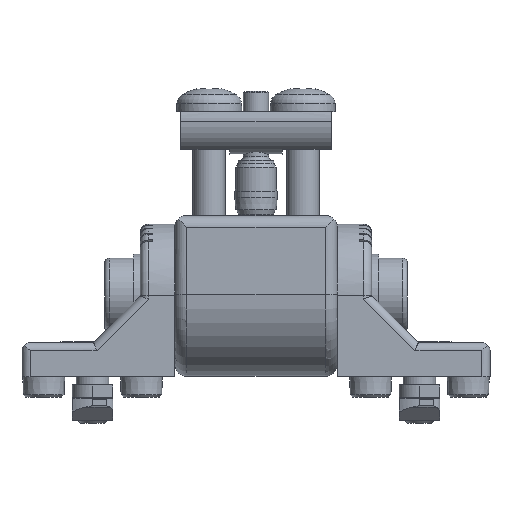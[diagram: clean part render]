
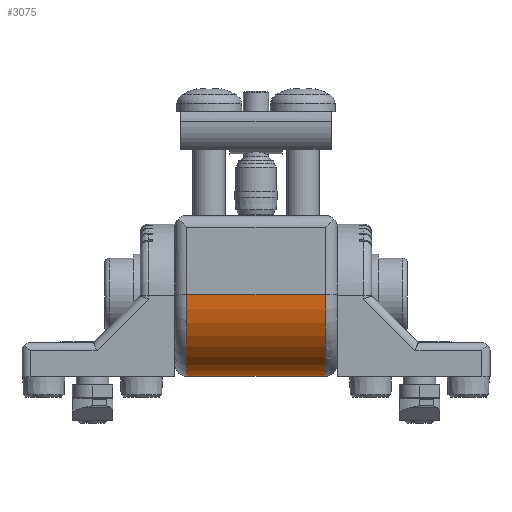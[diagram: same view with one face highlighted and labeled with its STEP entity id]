
A CAD part, front view. The second image highlights one B-rep face of the part: STEP entity #3075.
In plain terms, the highlighted cylindrical face has radius 20 mm (diameter 40 mm), a partial arc.
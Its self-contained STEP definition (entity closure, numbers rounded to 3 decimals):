
#3075=ADVANCED_FACE('',(#6828),#6829,.T.);
#6828=FACE_OUTER_BOUND('',#11257,.T.);
#6829=CYLINDRICAL_SURFACE('',#11258,20.0);
#11257=EDGE_LOOP('',(#20598,#20599,#20600,#20601));
#11258=AXIS2_PLACEMENT_3D('',#20602,#20603,#20604);
#20598=ORIENTED_EDGE('',*,*,#30059,.T.);
#20599=ORIENTED_EDGE('',*,*,#30060,.T.);
#20600=ORIENTED_EDGE('',*,*,#30061,.T.);
#20601=ORIENTED_EDGE('',*,*,#30062,.F.);
#20602=CARTESIAN_POINT('',(20.0,0.,0.));
#20603=DIRECTION('',(-1.0,0.0,0.0));
#20604=DIRECTION('',(0.0,1.0,0.));
#30059=EDGE_CURVE('',#36960,#36961,#36962,.T.);
#30060=EDGE_CURVE('',#36961,#36963,#36964,.T.);
#30061=EDGE_CURVE('',#36963,#36965,#36966,.T.);
#30062=EDGE_CURVE('',#36960,#36965,#36967,.T.);
#36960=VERTEX_POINT('',#48040);
#36961=VERTEX_POINT('',#48041);
#36962=CIRCLE('',#48042,20.0);
#36963=VERTEX_POINT('',#48043);
#36964=LINE('',#48044,#48045);
#36965=VERTEX_POINT('',#48046);
#36966=CIRCLE('',#48047,20.0);
#36967=LINE('',#48048,#48049);
#48040=CARTESIAN_POINT('',(17.0,20.0,0.));
#48041=CARTESIAN_POINT('',(17.0,-20.0,0.0));
#48042=AXIS2_PLACEMENT_3D('',#57180,#57181,#57182);
#48043=CARTESIAN_POINT('',(-17.0,-20.0,0.0));
#48044=CARTESIAN_POINT('',(20.0,-20.0,0.0));
#48045=VECTOR('',#57183,1.0);
#48046=CARTESIAN_POINT('',(-17.0,20.0,0.));
#48047=AXIS2_PLACEMENT_3D('',#57184,#57185,#57186);
#48048=CARTESIAN_POINT('',(20.0,20.0,0.0));
#48049=VECTOR('',#57187,1.0);
#57180=CARTESIAN_POINT('',(17.0,0.,0.));
#57181=DIRECTION('',(-1.0,0.0,0.0));
#57182=DIRECTION('',(0.0,1.0,0.));
#57183=DIRECTION('',(-1.0,0.0,0.0));
#57184=CARTESIAN_POINT('',(-17.0,0.,0.));
#57185=DIRECTION('',(1.0,0.0,0.0));
#57186=DIRECTION('',(0.0,1.0,0.));
#57187=DIRECTION('',(-1.0,0.0,0.0));
